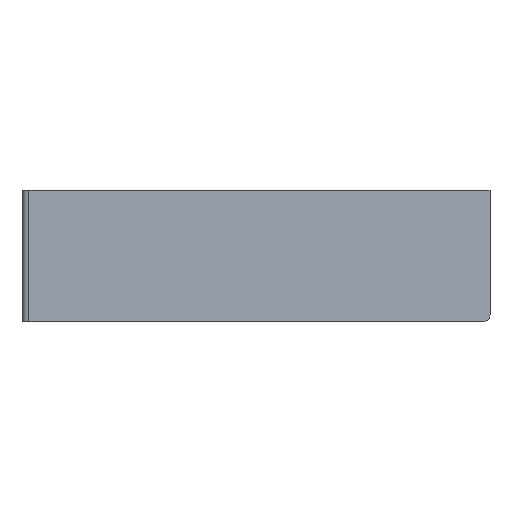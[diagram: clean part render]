
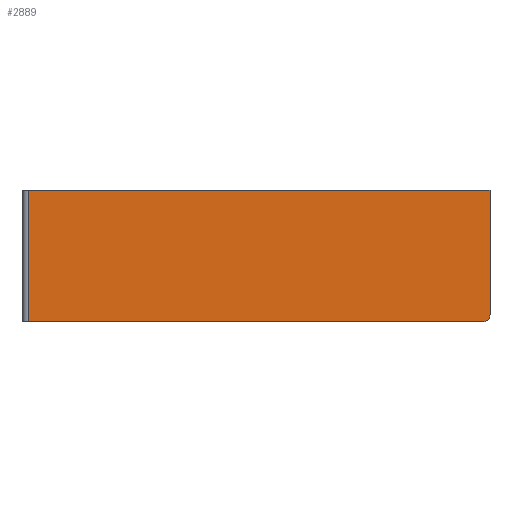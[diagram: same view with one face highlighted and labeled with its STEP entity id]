
A CAD part, left-side view. The second image highlights one B-rep face of the part: STEP entity #2889.
In plain terms, the highlighted planar face has unit normal (-1, 0, 0).
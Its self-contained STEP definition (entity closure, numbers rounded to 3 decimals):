
#126 = CARTESIAN_POINT ( 'NONE',  ( -31., 29., 0. ) ) ;
#225 = CARTESIAN_POINT ( 'NONE',  ( -31., -35., -17. ) ) ;
#295 = EDGE_CURVE ( 'NONE', #386, #582, #3248, .T. ) ;
#386 = VERTEX_POINT ( 'NONE', #1146 ) ;
#439 = CARTESIAN_POINT ( 'NONE',  ( -31., -34., -18. ) ) ;
#463 = EDGE_CURVE ( 'NONE', #582, #466, #1762, .T. ) ;
#466 = VERTEX_POINT ( 'NONE', #439 ) ;
#570 = CARTESIAN_POINT ( 'NONE',  ( -31., 28.11, -18. ) ) ;
#582 = VERTEX_POINT ( 'NONE', #2681 ) ;
#684 = CARTESIAN_POINT ( 'NONE',  ( -31., 29., -18. ) ) ;
#690 = EDGE_CURVE ( 'NONE', #466, #2666, #3343, .T. ) ;
#891 = VECTOR ( 'NONE', #2041, 1000. ) ;
#909 = PLANE ( 'NONE',  #1988 ) ;
#946 = VERTEX_POINT ( 'NONE', #1351 ) ;
#966 = DIRECTION ( 'NONE',  ( -1., 0., 0. ) ) ;
#1005 = EDGE_CURVE ( 'NONE', #2666, #946, #1891, .T. ) ;
#1146 = CARTESIAN_POINT ( 'NONE',  ( -31., 28.11, 0. ) ) ;
#1198 = ORIENTED_EDGE ( 'NONE', *, *, #463, .T. ) ;
#1351 = CARTESIAN_POINT ( 'NONE',  ( -31., -35., 0. ) ) ;
#1505 = CARTESIAN_POINT ( 'NONE',  ( -31., 29., -18. ) ) ;
#1638 = DIRECTION ( 'NONE',  ( 0., 0., -1. ) ) ;
#1762 = LINE ( 'NONE', #1505, #891 ) ;
#1887 = VECTOR ( 'NONE', #1638, 1000. ) ;
#1891 = LINE ( 'NONE', #2991, #3282 ) ;
#1965 = LINE ( 'NONE', #126, #2775 ) ;
#1988 = AXIS2_PLACEMENT_3D ( 'NONE', #684, #966, #2250 ) ;
#2041 = DIRECTION ( 'NONE',  ( 0., -1., 0. ) ) ;
#2190 = CARTESIAN_POINT ( 'NONE',  ( -31., -34., -17. ) ) ;
#2250 = DIRECTION ( 'NONE',  ( 0., -1., 0. ) ) ;
#2408 = EDGE_LOOP ( 'NONE', ( #1198, #2846, #3085, #3247, #2902 ) ) ;
#2666 = VERTEX_POINT ( 'NONE', #225 ) ;
#2681 = CARTESIAN_POINT ( 'NONE',  ( -31., 28.11, -18. ) ) ;
#2716 = DIRECTION ( 'NONE',  ( 0., -1., 0. ) ) ;
#2746 = DIRECTION ( 'NONE',  ( 0., -1., 0. ) ) ;
#2775 = VECTOR ( 'NONE', #2746, 1000. ) ;
#2846 = ORIENTED_EDGE ( 'NONE', *, *, #690, .T. ) ;
#2889 = ADVANCED_FACE ( 'NONE', ( #3066 ), #909, .T. ) ;
#2898 = AXIS2_PLACEMENT_3D ( 'NONE', #2190, #3249, #2716 ) ;
#2902 = ORIENTED_EDGE ( 'NONE', *, *, #295, .T. ) ;
#2991 = CARTESIAN_POINT ( 'NONE',  ( -31., -35., -18. ) ) ;
#3066 = FACE_OUTER_BOUND ( 'NONE', #2408, .T. ) ;
#3085 = ORIENTED_EDGE ( 'NONE', *, *, #1005, .T. ) ;
#3244 = DIRECTION ( 'NONE',  ( 0., 0., 1. ) ) ;
#3247 = ORIENTED_EDGE ( 'NONE', *, *, #3434, .F. ) ;
#3248 = LINE ( 'NONE', #570, #1887 ) ;
#3249 = DIRECTION ( 'NONE',  ( -1., 0., 0. ) ) ;
#3282 = VECTOR ( 'NONE', #3244, 1000. ) ;
#3343 = CIRCLE ( 'NONE', #2898, 1. ) ;
#3434 = EDGE_CURVE ( 'NONE', #386, #946, #1965, .T. ) ;
